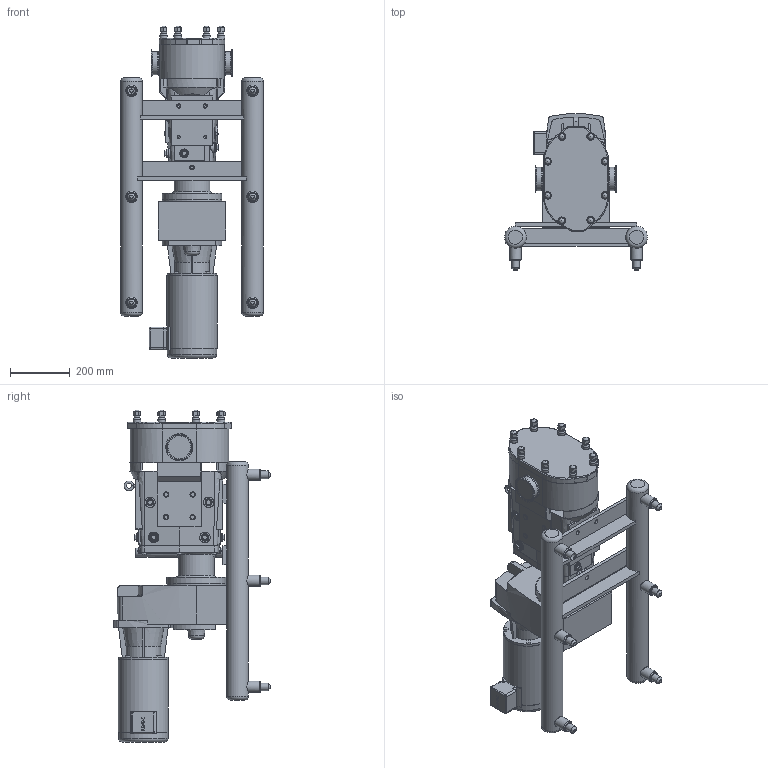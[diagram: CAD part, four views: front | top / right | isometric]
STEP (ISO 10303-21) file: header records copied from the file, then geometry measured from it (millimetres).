
FILE_DESCRIPTION(/* description */ (''),/* implementation_level */ '2;1');
FILE_NAME(/* name */ 'U3_130U3_145TC_3.0x3.0_S-Line_1.5HP_LH_SM.stp',/* time_stamp */ '2021-05-24T19:18:12+06:00',/* author */ ('trtmhr'),/* organization */ (''),/* preprocessor_version */ 'ST-DEVELOPER v18.1',/* originating_system */ 'Autodesk Inventor 2020',/* authorisation */ '');
FILE_SCHEMA (('AUTOMOTIVE_DESIGN { 1 0 10303 214 3 1 1 }'));
Length unit declared in the file: inch
Products named in the file (1): U3_130U3_145TC_3.0x3.0_S-Line_1.5HP_LH_SM
Bounding box: 479.43 x 524.67 x 1113.64 mm (x, y, z)
Volume: 50391816.9 mm3; surface area: 1888911.2 mm2
Topology: 2 solids, 2 shells, 999 faces, 2737 edges, 1812 vertices
Faces by surface type: plane 490, cylinder 284, torus 79, cone 72, bspline 62, sphere 12
Full cylindrical faces by diameter (mm): 7.62 x2, 7.798 x1, 10.719 x4, 14.3 x3, 15.24 x1, 19.05 x8, 23.876 x3, 25.4 x19, 29.21 x2, 31.75 x3, 35.052 x6, 38.1 x6, 76.2 x2, 78.461 x4, 79.477 x2, 91.008 x2, 120.65 x1, 165.989 x1, 166.116 x1, 168.402 x1, 200 x1, 200.152 x1
Entity records: 33778 total; most frequent: CARTESIAN_POINT 8077, ORIENTED_EDGE 5436, DIRECTION 5411, EDGE_CURVE 2718, AXIS2_PLACEMENT_3D 2055, VERTEX_POINT 1812, LINE 1301, VECTOR 1301
